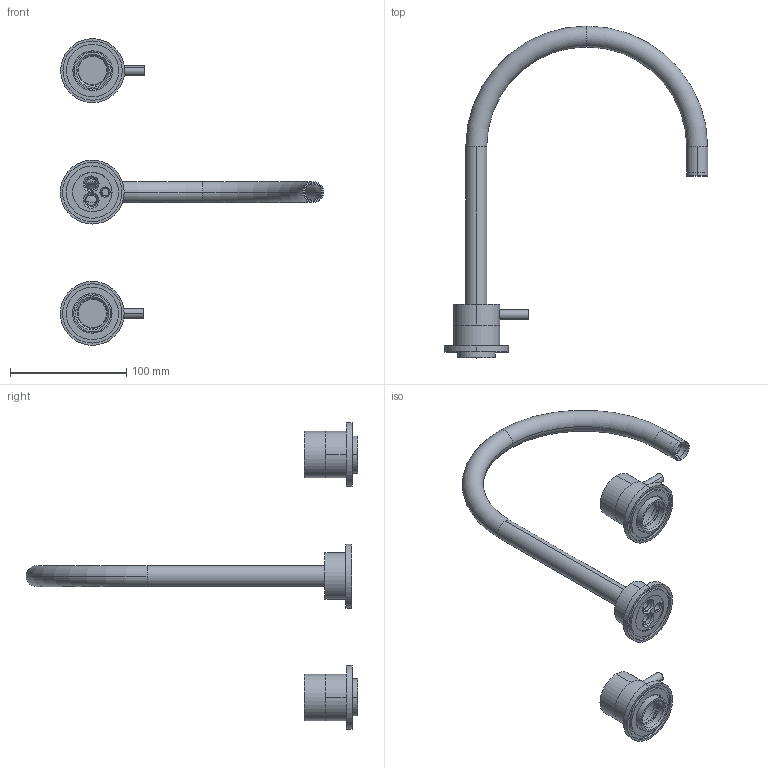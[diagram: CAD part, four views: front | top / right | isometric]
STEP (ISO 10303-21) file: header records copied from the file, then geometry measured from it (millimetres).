
FILE_DESCRIPTION (( 'STEP AP214' ), '1' );
FILE_NAME ('batteria lavabo.STEP', '2023-10-06T16:11:20', ( '' ), ( '' ), 'SwSTEP 2.0', 'SolidWorks 2018', '' );
FILE_SCHEMA (( 'AUTOMOTIVE_DESIGN' ));
Length unit declared in the file: millimetre
Products named in the file (1): batteria lavabo
Bounding box: 226.45 x 285.37 x 263.73 mm (x, y, z)
Surface area: 68124.7 mm2 (no closed solid volume)
Topology: 0 solids, 19 shells, 127 faces, 294 edges, 198 vertices
Faces by surface type: cylinder 82, plane 31, cone 10, torus 4
Entity records: 5236 total; most frequent: CARTESIAN_POINT 752, DIRECTION 744, ORIENTED_EDGE 524, AXIS2_PLACEMENT_3D 326, EDGE_CURVE 294, CIRCLE 198, VERTEX_POINT 198, EDGE_LOOP 158
